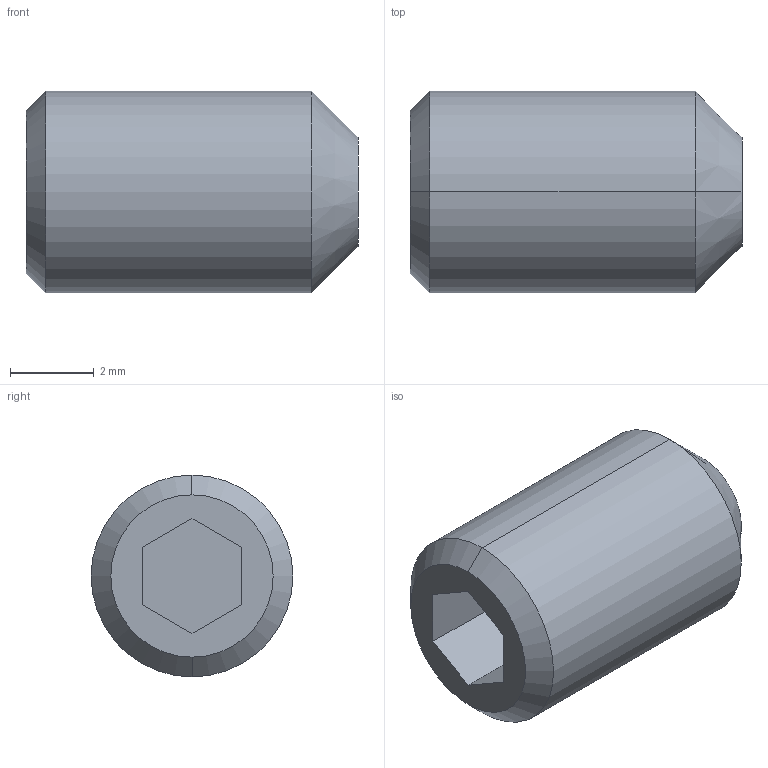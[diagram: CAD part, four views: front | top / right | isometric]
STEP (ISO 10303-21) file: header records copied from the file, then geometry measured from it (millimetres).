
FILE_DESCRIPTION (( 'STEP AP214' ), '1' );
FILE_NAME ('Screw SET 10-32 x 0.3125.step', '2017-10-17T01:18:13', ( '' ), ( '' ), 'SwSTEP 2.0', 'SolidWorks 2017', '' );
FILE_SCHEMA (( 'AUTOMOTIVE_DESIGN' ));
Length unit declared in the file: inch
Products named in the file (1): Screw SET 10-32 x 0.3125
Bounding box: 7.94 x 4.83 x 4.83 mm (x, y, z)
Volume: 121.8 mm3; surface area: 162.7 mm2
Topology: 1 solids, 1 shells, 16 faces, 36 edges, 21 vertices
Faces by surface type: plane 8, cone 6, cylinder 2
Entity records: 492 total; most frequent: DIRECTION 76, CARTESIAN_POINT 72, ORIENTED_EDGE 68, EDGE_CURVE 34, VECTOR 26, LINE 26, AXIS2_PLACEMENT_3D 25, VERTEX_POINT 21
